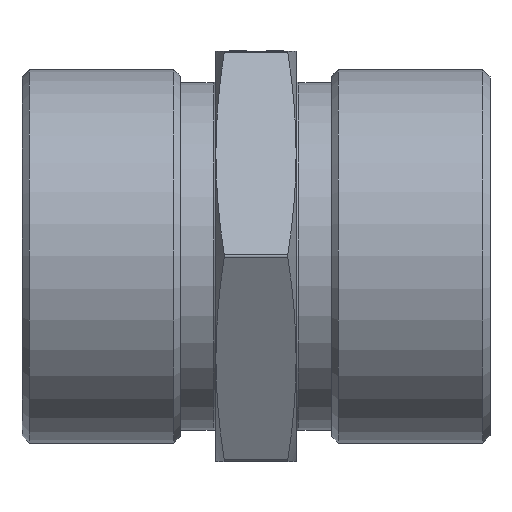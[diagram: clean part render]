
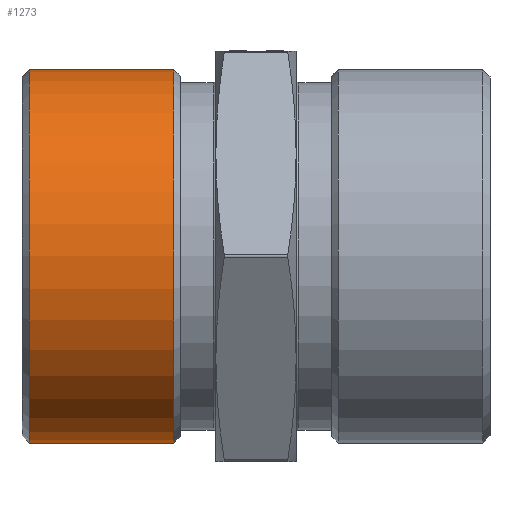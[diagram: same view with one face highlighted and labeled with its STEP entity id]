
A CAD part, top view. The second image highlights one B-rep face of the part: STEP entity #1273.
In plain terms, the highlighted cylindrical face has radius 20.955 mm (diameter 41.91 mm), a full revolution.
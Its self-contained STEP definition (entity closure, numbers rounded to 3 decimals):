
#848 = CARTESIAN_POINT ( 'NONE',  ( -25.425, 0., 20.955 ) ) ;
#849 = CARTESIAN_POINT ( 'NONE',  ( -9.227, 0., -20.955 ) ) ;
#1273 = ADVANCED_FACE ( 'NONE', ( #5461, #5462 ), #5467, .T. ) ;
#1811 = CARTESIAN_POINT ( 'NONE',  ( -25.425, 0., 0. ) ) ;
#1812 = DIRECTION ( 'NONE',  ( -1., 0., 0. ) ) ;
#1813 = DIRECTION ( 'NONE',  ( 0., 0., 1. ) ) ;
#1814 = CARTESIAN_POINT ( 'NONE',  ( -9.227, 0., 0. ) ) ;
#1815 = DIRECTION ( 'NONE',  ( -1., 0., 0. ) ) ;
#1816 = DIRECTION ( 'NONE',  ( 0., 0., -1. ) ) ;
#2899 = VERTEX_POINT ( 'NONE', #848 ) ;
#2900 = VERTEX_POINT ( 'NONE', #849 ) ;
#3979 = AXIS2_PLACEMENT_3D ( 'NONE', #1811, #1812, #1813 ) ;
#3980 = AXIS2_PLACEMENT_3D ( 'NONE', #1814, #1815, #1816 ) ;
#4755 = EDGE_CURVE ( 'NONE', #2899, #2899, #10822, .T. ) ;
#4756 = EDGE_CURVE ( 'NONE', #2900, #2900, #10828, .T. ) ;
#4830 = AXIS2_PLACEMENT_3D ( 'NONE', #10604, #10605, #10606 ) ;
#5461 = FACE_OUTER_BOUND ( 'NONE', #5924, .T. ) ;
#5462 = FACE_OUTER_BOUND ( 'NONE', #5922, .T. ) ;
#5467 = CYLINDRICAL_SURFACE ( 'NONE', #4830, 20.955 ) ;
#5624 = ORIENTED_EDGE ( 'NONE', *, *, #4755, .F. ) ;
#5691 = ORIENTED_EDGE ( 'NONE', *, *, #4756, .T. ) ;
#5922 = EDGE_LOOP ( 'NONE', ( #5624 ) ) ;
#5924 = EDGE_LOOP ( 'NONE', ( #5691 ) ) ;
#10604 = CARTESIAN_POINT ( 'NONE',  ( -17.375, 0., 0. ) ) ;
#10605 = DIRECTION ( 'NONE',  ( 1., 0., 0. ) ) ;
#10606 = DIRECTION ( 'NONE',  ( 0., 0., -1. ) ) ;
#10822 = CIRCLE ( 'NONE', #3979, 20.955 ) ;
#10828 = CIRCLE ( 'NONE', #3980, 20.955 ) ;
